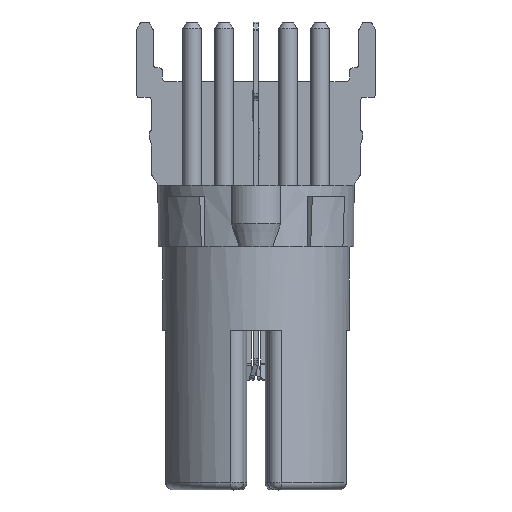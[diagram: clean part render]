
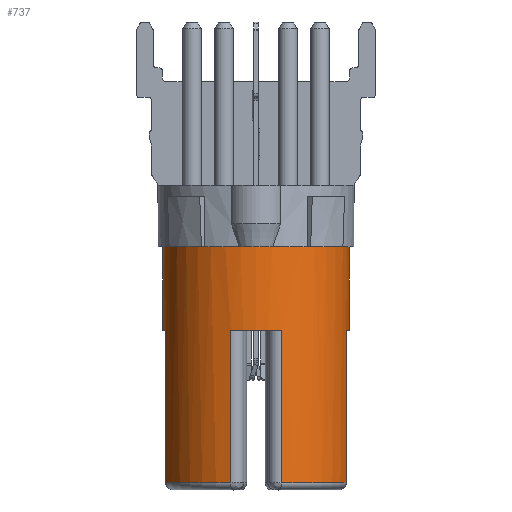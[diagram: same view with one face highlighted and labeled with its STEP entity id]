
A CAD part, top view. The second image highlights one B-rep face of the part: STEP entity #737.
In plain terms, the highlighted cylindrical face has radius 4.1 mm (diameter 8.2 mm), a full revolution.
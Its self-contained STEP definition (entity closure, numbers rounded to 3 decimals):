
#97=FACE_BOUND('',#1517,.T.);
#98=FACE_BOUND('',#1518,.T.);
#248=CIRCLE('',#5803,4.1);
#249=CIRCLE('',#5804,4.1);
#250=CIRCLE('',#5805,4.1);
#251=CIRCLE('',#5806,4.1);
#252=CIRCLE('',#5807,4.1);
#253=CIRCLE('',#5808,4.1);
#254=CIRCLE('',#5809,4.1);
#255=CIRCLE('',#5810,4.1);
#256=CIRCLE('',#5811,4.1);
#524=CYLINDRICAL_SURFACE('',#5812,4.1);
#737=ADVANCED_FACE('',(#97,#98),#524,.T.);
#1517=EDGE_LOOP('',(#2052,#2053,#2054,#2055,#2056,#2057,#2058,#2059,#2060,
#2061,#2062,#2063,#2064,#2065,#2066,#2067));
#1518=EDGE_LOOP('',(#2068));
#2052=ORIENTED_EDGE('',*,*,#4209,.T.);
#2053=ORIENTED_EDGE('',*,*,#4210,.T.);
#2054=ORIENTED_EDGE('',*,*,#4211,.F.);
#2055=ORIENTED_EDGE('',*,*,#4212,.T.);
#2056=ORIENTED_EDGE('',*,*,#4213,.T.);
#2057=ORIENTED_EDGE('',*,*,#4214,.T.);
#2058=ORIENTED_EDGE('',*,*,#4215,.F.);
#2059=ORIENTED_EDGE('',*,*,#4216,.T.);
#2060=ORIENTED_EDGE('',*,*,#4217,.T.);
#2061=ORIENTED_EDGE('',*,*,#4218,.T.);
#2062=ORIENTED_EDGE('',*,*,#4219,.F.);
#2063=ORIENTED_EDGE('',*,*,#4220,.T.);
#2064=ORIENTED_EDGE('',*,*,#4221,.T.);
#2065=ORIENTED_EDGE('',*,*,#4222,.T.);
#2066=ORIENTED_EDGE('',*,*,#4223,.F.);
#2067=ORIENTED_EDGE('',*,*,#4224,.T.);
#2068=ORIENTED_EDGE('',*,*,#4225,.T.);
#3654=VERTEX_POINT('',#8489);
#3655=VERTEX_POINT('',#8490);
#3656=VERTEX_POINT('',#8492);
#3657=VERTEX_POINT('',#8494);
#3658=VERTEX_POINT('',#8496);
#3659=VERTEX_POINT('',#8498);
#3660=VERTEX_POINT('',#8500);
#3661=VERTEX_POINT('',#8502);
#3662=VERTEX_POINT('',#8504);
#3663=VERTEX_POINT('',#8506);
#3664=VERTEX_POINT('',#8508);
#3665=VERTEX_POINT('',#8510);
#3666=VERTEX_POINT('',#8512);
#3667=VERTEX_POINT('',#8514);
#3668=VERTEX_POINT('',#8516);
#3669=VERTEX_POINT('',#8518);
#3670=VERTEX_POINT('',#8521);
#4209=EDGE_CURVE('',#3654,#3655,#248,.T.);
#4210=EDGE_CURVE('',#3655,#3656,#4962,.T.);
#4211=EDGE_CURVE('',#3657,#3656,#249,.T.);
#4212=EDGE_CURVE('',#3657,#3658,#4963,.T.);
#4213=EDGE_CURVE('',#3658,#3659,#250,.T.);
#4214=EDGE_CURVE('',#3659,#3660,#4964,.T.);
#4215=EDGE_CURVE('',#3661,#3660,#251,.T.);
#4216=EDGE_CURVE('',#3661,#3662,#4965,.T.);
#4217=EDGE_CURVE('',#3662,#3663,#252,.T.);
#4218=EDGE_CURVE('',#3663,#3664,#4966,.T.);
#4219=EDGE_CURVE('',#3665,#3664,#253,.T.);
#4220=EDGE_CURVE('',#3665,#3666,#4967,.T.);
#4221=EDGE_CURVE('',#3666,#3667,#254,.T.);
#4222=EDGE_CURVE('',#3667,#3668,#4968,.T.);
#4223=EDGE_CURVE('',#3669,#3668,#255,.T.);
#4224=EDGE_CURVE('',#3669,#3654,#4969,.T.);
#4225=EDGE_CURVE('',#3670,#3670,#256,.T.);
#4962=LINE('',#8491,#5395);
#4963=LINE('',#8495,#5396);
#4964=LINE('',#8499,#5397);
#4965=LINE('',#8503,#5398);
#4966=LINE('',#8507,#5399);
#4967=LINE('',#8511,#5400);
#4968=LINE('',#8515,#5401);
#4969=LINE('',#8519,#5402);
#5395=VECTOR('',#6608,1.);
#5396=VECTOR('',#6611,1.);
#5397=VECTOR('',#6614,1.);
#5398=VECTOR('',#6617,1.);
#5399=VECTOR('',#6620,1.);
#5400=VECTOR('',#6623,1.);
#5401=VECTOR('',#6626,1.);
#5402=VECTOR('',#6629,1.);
#5803=AXIS2_PLACEMENT_3D('',#8488,#6606,#6607);
#5804=AXIS2_PLACEMENT_3D('',#8493,#6609,#6610);
#5805=AXIS2_PLACEMENT_3D('',#8497,#6612,#6613);
#5806=AXIS2_PLACEMENT_3D('',#8501,#6615,#6616);
#5807=AXIS2_PLACEMENT_3D('',#8505,#6618,#6619);
#5808=AXIS2_PLACEMENT_3D('',#8509,#6621,#6622);
#5809=AXIS2_PLACEMENT_3D('',#8513,#6624,#6625);
#5810=AXIS2_PLACEMENT_3D('',#8517,#6627,#6628);
#5811=AXIS2_PLACEMENT_3D('',#8520,#6630,#6631);
#5812=AXIS2_PLACEMENT_3D('',#8522,#6632,#6633);
#6606=DIRECTION('',(0.,1.,0.));
#6607=DIRECTION('',(0.963,0.,0.271));
#6608=DIRECTION('',(0.,-1.,0.));
#6609=DIRECTION('',(0.,-1.,0.));
#6610=DIRECTION('',(0.271,0.,-0.963));
#6611=DIRECTION('',(0.,1.,0.));
#6612=DIRECTION('',(0.,1.,0.));
#6613=DIRECTION('',(0.271,0.,-0.963));
#6614=DIRECTION('',(0.,-1.,0.));
#6615=DIRECTION('',(0.,-1.,0.));
#6616=DIRECTION('',(-0.963,0.,-0.271));
#6617=DIRECTION('',(0.,1.,0.));
#6618=DIRECTION('',(0.,1.,0.));
#6619=DIRECTION('',(-0.963,0.,-0.271));
#6620=DIRECTION('',(0.,-1.,0.));
#6621=DIRECTION('',(0.,-1.,0.));
#6622=DIRECTION('',(-0.271,0.,0.963));
#6623=DIRECTION('',(0.,1.,0.));
#6624=DIRECTION('',(0.,1.,0.));
#6625=DIRECTION('',(0.,0.,1.));
#6626=DIRECTION('',(0.,-1.,0.));
#6627=DIRECTION('',(0.,-1.,0.));
#6628=DIRECTION('',(0.963,0.,0.271));
#6629=DIRECTION('',(0.,1.,0.));
#6630=DIRECTION('',(0.,-1.,0.));
#6631=DIRECTION('',(0.999,0.,0.049));
#6632=DIRECTION('',(0.,-1.,0.));
#6633=DIRECTION('',(0.,0.,-1.));
#8488=CARTESIAN_POINT('',(10.25,-3.25,0.));
#8489=CARTESIAN_POINT('',(14.197,-3.25,1.109));
#8490=CARTESIAN_POINT('',(14.197,-3.25,-1.109));
#8491=CARTESIAN_POINT('',(14.197,-3.25,-1.109));
#8492=CARTESIAN_POINT('',(14.197,-9.95,-1.109));
#8493=CARTESIAN_POINT('',(10.25,-9.95,0.));
#8494=CARTESIAN_POINT('',(11.359,-9.95,-3.947));
#8495=CARTESIAN_POINT('',(11.359,-9.95,-3.947));
#8496=CARTESIAN_POINT('',(11.359,-3.25,-3.947));
#8497=CARTESIAN_POINT('',(10.25,-3.25,0.));
#8498=CARTESIAN_POINT('',(9.141,-3.25,-3.947));
#8499=CARTESIAN_POINT('',(9.141,-3.25,-3.947));
#8500=CARTESIAN_POINT('',(9.141,-9.95,-3.947));
#8501=CARTESIAN_POINT('',(10.25,-9.95,0.));
#8502=CARTESIAN_POINT('',(6.303,-9.95,-1.109));
#8503=CARTESIAN_POINT('',(6.303,-9.95,-1.109));
#8504=CARTESIAN_POINT('',(6.303,-3.25,-1.109));
#8505=CARTESIAN_POINT('',(10.25,-3.25,0.));
#8506=CARTESIAN_POINT('',(6.303,-3.25,1.109));
#8507=CARTESIAN_POINT('',(6.303,-3.25,1.109));
#8508=CARTESIAN_POINT('',(6.303,-9.95,1.109));
#8509=CARTESIAN_POINT('',(10.25,-9.95,0.));
#8510=CARTESIAN_POINT('',(9.141,-9.95,3.947));
#8511=CARTESIAN_POINT('',(9.141,-9.95,3.947));
#8512=CARTESIAN_POINT('',(9.141,-3.25,3.947));
#8513=CARTESIAN_POINT('',(10.25,-3.25,0.));
#8514=CARTESIAN_POINT('',(11.359,-3.25,3.947));
#8515=CARTESIAN_POINT('',(11.359,-3.25,3.947));
#8516=CARTESIAN_POINT('',(11.359,-9.95,3.947));
#8517=CARTESIAN_POINT('',(10.25,-9.95,0.));
#8518=CARTESIAN_POINT('',(14.197,-9.95,1.109));
#8519=CARTESIAN_POINT('',(14.197,-9.95,1.109));
#8520=CARTESIAN_POINT('',(10.25,0.4,0.));
#8521=CARTESIAN_POINT('',(14.345,0.4,0.2));
#8522=CARTESIAN_POINT('',(10.25,3.768,0.));
